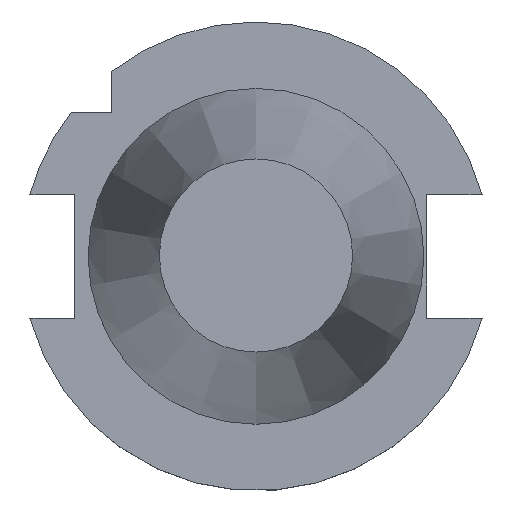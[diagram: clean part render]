
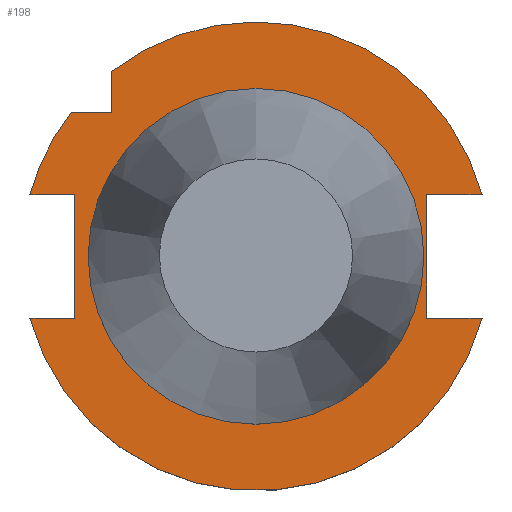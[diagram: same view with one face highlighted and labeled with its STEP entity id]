
A CAD part, top view. The second image highlights one B-rep face of the part: STEP entity #198.
In plain terms, the highlighted planar face has unit normal (0, 0, 1).
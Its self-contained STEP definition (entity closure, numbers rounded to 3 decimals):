
#185=EDGE_CURVE('240[2]',#546,#547,#548,.T.);
#193=EDGE_CURVE('240[2]',#558,#559,#560,.T.);
#198=ADVANCED_FACE('240[2]',(#566,#567),#568,.T.);
#231=EDGE_CURVE('240[2]',#622,#547,#623,.T.);
#257=EDGE_CURVE('240[2]',#665,#666,#667,.T.);
#329=EDGE_CURVE('240[2]',#770,#622,#771,.T.);
#381=EDGE_CURVE('240[2]',#559,#575,#838,.T.);
#386=EDGE_CURVE('240[2]',#558,#666,#844,.T.);
#393=EDGE_CURVE('240[2]',#852,#852,#853,.T.);
#405=EDGE_CURVE('240[2]',#709,#764,#868,.T.);
#413=EDGE_CURVE('240[2]',#546,#665,#876,.T.);
#427=EDGE_CURVE('240[2]',#709,#770,#892,.T.);
#438=EDGE_CURVE('240[2]',#575,#764,#904,.T.);
#546=VERTEX_POINT('',#1037);
#547=VERTEX_POINT('',#1038);
#548=CIRCLE('',#1039,48.75);
#558=VERTEX_POINT('',#1052);
#559=VERTEX_POINT('',#1053);
#560=LINE('',#1054,#1055);
#566=FACE_BOUND('',#1063,.T.);
#567=FACE_OUTER_BOUND('',#1064,.T.);
#568=PLANE('',#1065);
#575=VERTEX_POINT('',#1074);
#622=VERTEX_POINT('',#1155);
#623=LINE('',#1156,#1157);
#665=VERTEX_POINT('',#1286);
#666=VERTEX_POINT('',#1287);
#667=LINE('',#1288,#1289);
#709=VERTEX_POINT('',#1365);
#764=VERTEX_POINT('',#1440);
#770=VERTEX_POINT('',#1449);
#771=LINE('',#1450,#1451);
#838=LINE('',#1557,#1558);
#844=CIRCLE('',#1566,48.75);
#852=VERTEX_POINT('',#1586);
#853=CIRCLE('',#1587,34.925);
#868=CIRCLE('',#1609,48.75);
#876=LINE('',#1623,#1624);
#892=LINE('',#1651,#1652);
#904=LINE('',#1672,#1673);
#1037=CARTESIAN_POINT('',(-30.0,38.426,-3.2));
#1038=CARTESIAN_POINT('',(47.026,12.85,-3.2));
#1039=AXIS2_PLACEMENT_3D('',#1896,#1897,#1898);
#1052=CARTESIAN_POINT('',(-47.026,12.85,-3.2));
#1053=CARTESIAN_POINT('',(-37.7,12.85,-3.2));
#1054=CARTESIAN_POINT('',(-21.972,12.85,-3.2));
#1055=VECTOR('',#1915,1.0);
#1063=EDGE_LOOP('',(#1920));
#1064=EDGE_LOOP('',(#1921,#1922,#1923,#1924,#1925,#1926,#1927,#1928,#1929,#1930,#1931));
#1065=AXIS2_PLACEMENT_3D('',#1932,#1933,#1934);
#1074=CARTESIAN_POINT('',(-37.7,-12.85,-3.2));
#1155=CARTESIAN_POINT('',(35.5,12.85,-3.2));
#1156=CARTESIAN_POINT('',(21.422,12.85,-3.2));
#1157=VECTOR('',#1989,1.0);
#1286=CARTESIAN_POINT('',(-30.0,30.0,-3.2));
#1287=CARTESIAN_POINT('',(-38.426,30.0,-3.2));
#1288=CARTESIAN_POINT('',(-18.059,30.0,-3.2));
#1289=VECTOR('',#2028,1.0);
#1365=CARTESIAN_POINT('',(47.026,-12.85,-3.2));
#1440=CARTESIAN_POINT('',(-47.026,-12.85,-3.2));
#1449=CARTESIAN_POINT('',(35.5,-12.85,-3.2));
#1450=CARTESIAN_POINT('',(35.5,20.919,-3.2));
#1451=VECTOR('',#2142,1.0);
#1557=CARTESIAN_POINT('',(-37.7,20.919,-3.2));
#1558=VECTOR('',#2228,1.0);
#1566=AXIS2_PLACEMENT_3D('',#2243,#2244,#2245);
#1586=CARTESIAN_POINT('',(0.,34.925,-3.2));
#1587=AXIS2_PLACEMENT_3D('',#2260,#2261,#2262);
#1609=AXIS2_PLACEMENT_3D('',#2281,#2282,#2283);
#1623=CARTESIAN_POINT('',(-30.0,38.978,-3.2));
#1624=VECTOR('',#2289,1.0);
#1651=CARTESIAN_POINT('',(21.422,-12.85,-3.2));
#1652=VECTOR('',#2300,1.0);
#1672=CARTESIAN_POINT('',(-21.972,-12.85,-3.2));
#1673=VECTOR('',#2312,1.0);
#1896=CARTESIAN_POINT('',(0.,0.,-3.2));
#1897=DIRECTION('',(0.,0.,-1.0));
#1898=DIRECTION('',(0.,1.0,0.));
#1915=DIRECTION('',(1.0,0.,0.));
#1920=ORIENTED_EDGE('',*,*,#393,.T.);
#1921=ORIENTED_EDGE('',*,*,#413,.T.);
#1922=ORIENTED_EDGE('',*,*,#257,.T.);
#1923=ORIENTED_EDGE('',*,*,#386,.F.);
#1924=ORIENTED_EDGE('',*,*,#193,.T.);
#1925=ORIENTED_EDGE('',*,*,#381,.T.);
#1926=ORIENTED_EDGE('',*,*,#438,.T.);
#1927=ORIENTED_EDGE('',*,*,#405,.F.);
#1928=ORIENTED_EDGE('',*,*,#427,.T.);
#1929=ORIENTED_EDGE('',*,*,#329,.T.);
#1930=ORIENTED_EDGE('',*,*,#231,.T.);
#1931=ORIENTED_EDGE('',*,*,#185,.F.);
#1932=CARTESIAN_POINT('',(0.,41.838,-3.2));
#1933=DIRECTION('',(0.,0.,1.0));
#1934=DIRECTION('',(0.,-1.0,0.));
#1989=DIRECTION('',(1.0,0.,0.));
#2028=DIRECTION('',(-1.0,0.0,0.));
#2142=DIRECTION('',(0.0,1.0,0.));
#2228=DIRECTION('',(0.0,-1.0,0.));
#2243=CARTESIAN_POINT('',(0.,0.,-3.2));
#2244=DIRECTION('',(0.,0.,-1.0));
#2245=DIRECTION('',(0.,1.0,0.));
#2260=CARTESIAN_POINT('',(0.,0.,-3.2));
#2261=DIRECTION('',(0.,0.,-1.0));
#2262=DIRECTION('',(0.,1.0,0.));
#2281=CARTESIAN_POINT('',(0.,0.,-3.2));
#2282=DIRECTION('',(0.,0.,-1.0));
#2283=DIRECTION('',(0.,1.0,0.));
#2289=DIRECTION('',(0.0,-1.0,0.));
#2300=DIRECTION('',(-1.0,0.,0.));
#2312=DIRECTION('',(-1.0,0.,0.));
